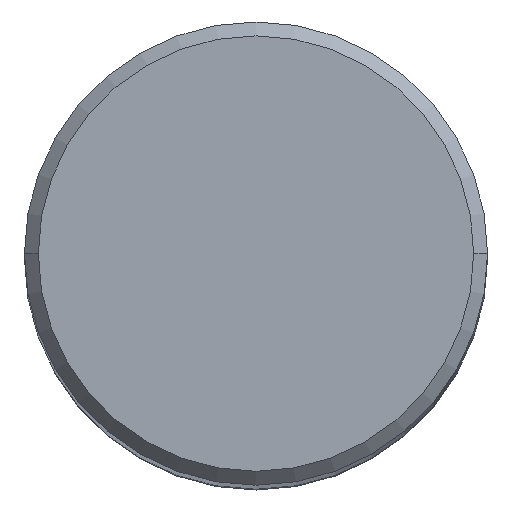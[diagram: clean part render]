
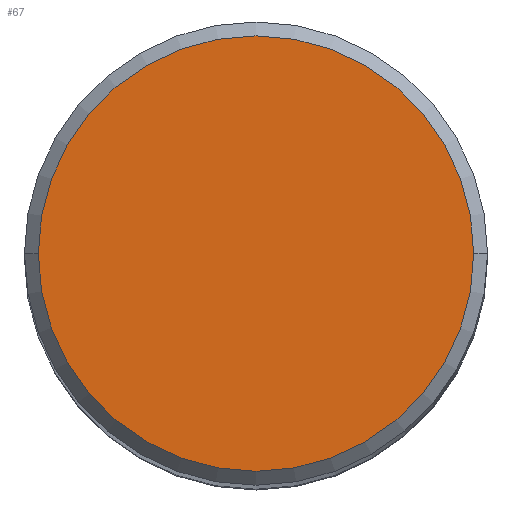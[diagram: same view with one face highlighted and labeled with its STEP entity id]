
A CAD part, top view. The second image highlights one B-rep face of the part: STEP entity #67.
In plain terms, the highlighted planar face has unit normal (0, 0, 1).
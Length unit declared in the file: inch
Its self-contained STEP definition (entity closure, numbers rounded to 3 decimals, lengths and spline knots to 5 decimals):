
#2 = PLANE ( 'NONE',  #193 ) ;
#47 = AXIS2_PLACEMENT_3D ( 'NONE', #91, #192, #312 ) ;
#57 = CARTESIAN_POINT ( 'NONE',  ( 0., 0., 3. ) ) ;
#67 = ADVANCED_FACE ( 'NONE', ( #129 ), #2, .T. ) ;
#72 = CIRCLE ( 'NONE', #207, 0.235 ) ;
#83 = EDGE_CURVE ( 'NONE', #203, #393, #226, .T. ) ;
#85 = DIRECTION ( 'NONE',  ( 0., 0., 1. ) ) ;
#91 = CARTESIAN_POINT ( 'NONE',  ( 0., 0., 3. ) ) ;
#102 = ORIENTED_EDGE ( 'NONE', *, *, #83, .T. ) ;
#125 = CARTESIAN_POINT ( 'NONE',  ( 0., 0., 3. ) ) ;
#129 = FACE_OUTER_BOUND ( 'NONE', #321, .T. ) ;
#146 = DIRECTION ( 'NONE',  ( 1., 0., 0. ) ) ;
#192 = DIRECTION ( 'NONE',  ( 0., 0., 1. ) ) ;
#193 = AXIS2_PLACEMENT_3D ( 'NONE', #125, #250, #247 ) ;
#203 = VERTEX_POINT ( 'NONE', #276 ) ;
#207 = AXIS2_PLACEMENT_3D ( 'NONE', #57, #85, #146 ) ;
#226 = CIRCLE ( 'NONE', #47, 0.235 ) ;
#247 = DIRECTION ( 'NONE',  ( 1., 0., 0. ) ) ;
#250 = DIRECTION ( 'NONE',  ( 0., 0., 1. ) ) ;
#276 = CARTESIAN_POINT ( 'NONE',  ( -0.235, 0., 3. ) ) ;
#312 = DIRECTION ( 'NONE',  ( 1., 0., 0. ) ) ;
#321 = EDGE_LOOP ( 'NONE', ( #102, #351 ) ) ;
#333 = CARTESIAN_POINT ( 'NONE',  ( 0.235, 0., 3. ) ) ;
#351 = ORIENTED_EDGE ( 'NONE', *, *, #398, .T. ) ;
#393 = VERTEX_POINT ( 'NONE', #333 ) ;
#398 = EDGE_CURVE ( 'NONE', #393, #203, #72, .T. ) ;
